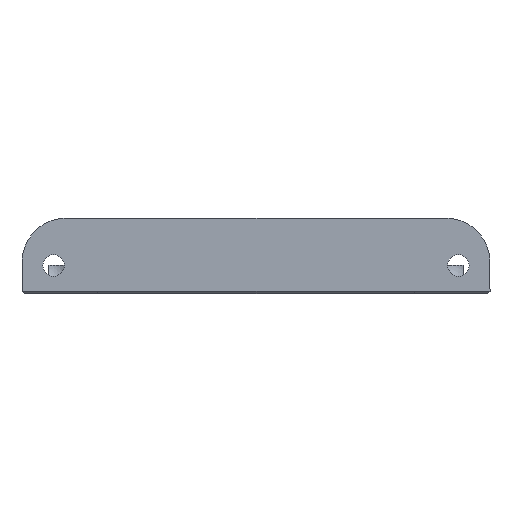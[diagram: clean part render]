
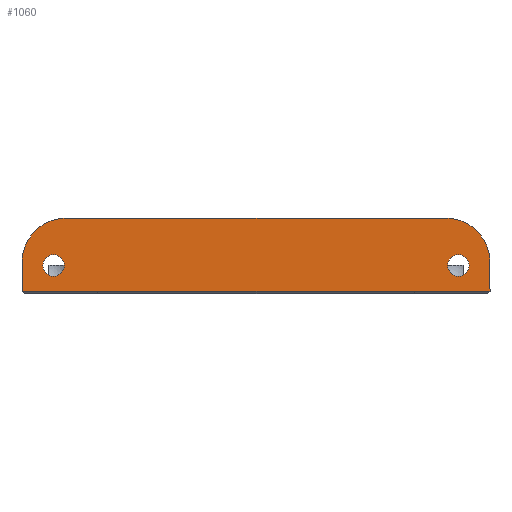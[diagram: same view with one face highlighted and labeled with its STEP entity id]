
A CAD part, front view. The second image highlights one B-rep face of the part: STEP entity #1060.
In plain terms, the highlighted planar face has unit normal (0, -1, 0).
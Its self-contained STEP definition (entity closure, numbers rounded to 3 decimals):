
#25=FACE_BOUND('',#437,.T.);
#26=FACE_BOUND('',#438,.T.);
#70=PLANE('',#1160);
#161=LINE('',#1710,#276);
#166=LINE('',#1718,#281);
#168=LINE('',#1723,#283);
#172=LINE('',#1730,#287);
#175=LINE('',#1738,#290);
#179=LINE('',#1748,#294);
#185=LINE('',#1763,#300);
#186=LINE('',#1767,#301);
#276=VECTOR('',#1381,10.);
#281=VECTOR('',#1388,10.);
#283=VECTOR('',#1392,10.);
#287=VECTOR('',#1400,10.);
#290=VECTOR('',#1409,10.);
#294=VECTOR('',#1423,10.);
#300=VECTOR('',#1441,10.);
#301=VECTOR('',#1448,10.);
#369=FACE_OUTER_BOUND('',#436,.T.);
#436=EDGE_LOOP('',(#987,#988,#989,#990,#991,#992,#993,#994,#995,#996));
#437=EDGE_LOOP('',(#997));
#438=EDGE_LOOP('',(#998));
#466=CIRCLE('',#1145,7.);
#467=CIRCLE('',#1148,1.7);
#468=CIRCLE('',#1156,1.7);
#469=CIRCLE('',#1159,7.);
#549=VERTEX_POINT('',#1707);
#550=VERTEX_POINT('',#1709);
#552=VERTEX_POINT('',#1715);
#553=VERTEX_POINT('',#1720);
#554=VERTEX_POINT('',#1722);
#555=VERTEX_POINT('',#1728);
#556=VERTEX_POINT('',#1732);
#557=VERTEX_POINT('',#1734);
#558=VERTEX_POINT('',#1741);
#559=VERTEX_POINT('',#1750);
#560=VERTEX_POINT('',#1757);
#561=VERTEX_POINT('',#1761);
#679=EDGE_CURVE('',#549,#550,#161,.T.);
#684=EDGE_CURVE('',#552,#550,#166,.T.);
#686=EDGE_CURVE('',#553,#554,#168,.T.);
#690=EDGE_CURVE('',#555,#553,#172,.T.);
#692=EDGE_CURVE('',#556,#557,#466,.T.);
#694=EDGE_CURVE('',#555,#557,#175,.T.);
#696=EDGE_CURVE('',#558,#558,#467,.T.);
#699=EDGE_CURVE('',#552,#556,#179,.T.);
#704=EDGE_CURVE('',#560,#560,#468,.T.);
#706=EDGE_CURVE('',#559,#561,#185,.T.);
#707=EDGE_CURVE('',#561,#549,#469,.T.);
#708=EDGE_CURVE('',#554,#559,#186,.T.);
#987=ORIENTED_EDGE('',*,*,#679,.F.);
#988=ORIENTED_EDGE('',*,*,#707,.F.);
#989=ORIENTED_EDGE('',*,*,#706,.F.);
#990=ORIENTED_EDGE('',*,*,#708,.F.);
#991=ORIENTED_EDGE('',*,*,#686,.F.);
#992=ORIENTED_EDGE('',*,*,#690,.F.);
#993=ORIENTED_EDGE('',*,*,#694,.T.);
#994=ORIENTED_EDGE('',*,*,#692,.F.);
#995=ORIENTED_EDGE('',*,*,#699,.F.);
#996=ORIENTED_EDGE('',*,*,#684,.T.);
#997=ORIENTED_EDGE('',*,*,#696,.F.);
#998=ORIENTED_EDGE('',*,*,#704,.T.);
#1060=ADVANCED_FACE('',(#369,#25,#26),#70,.F.);
#1145=AXIS2_PLACEMENT_3D('',#1735,#1404,#1405);
#1148=AXIS2_PLACEMENT_3D('',#1742,#1413,#1414);
#1156=AXIS2_PLACEMENT_3D('',#1759,#1436,#1437);
#1159=AXIS2_PLACEMENT_3D('',#1765,#1444,#1445);
#1160=AXIS2_PLACEMENT_3D('',#1766,#1446,#1447);
#1381=DIRECTION('',(1.,0.,0.));
#1388=DIRECTION('',(-1.,0.,0.));
#1392=DIRECTION('',(-1.,0.,0.));
#1400=DIRECTION('',(-1.,0.,0.));
#1404=DIRECTION('center_axis',(0.,1.,0.));
#1405=DIRECTION('ref_axis',(0.707,0.,0.707));
#1409=DIRECTION('',(0.,0.,1.));
#1413=DIRECTION('center_axis',(0.,-1.,0.));
#1414=DIRECTION('ref_axis',(0.,0.,
1.));
#1423=DIRECTION('',(1.,0.,0.));
#1436=DIRECTION('center_axis',(0.,1.,0.));
#1437=DIRECTION('ref_axis',(0.,0.,1.));
#1441=DIRECTION('',(0.,0.,1.));
#1444=DIRECTION('center_axis',(0.,1.,0.));
#1445=DIRECTION('ref_axis',(-0.707,0.,0.707));
#1446=DIRECTION('center_axis',(0.,1.,0.));
#1447=DIRECTION('ref_axis',(0.,0.,
1.));
#1448=DIRECTION('',(-1.,0.,0.));
#1707=CARTESIAN_POINT('',(-69.894,95.5,-135.));
#1709=CARTESIAN_POINT('',(-64.894,95.5,-135.));
#1710=CARTESIAN_POINT('',(-1.884,95.5,-135.));
#1715=CARTESIAN_POINT('',(-14.894,95.5,-135.));
#1718=CARTESIAN_POINT('',(-14.894,95.5,-135.));
#1720=CARTESIAN_POINT('',(-14.894,95.5,-146.6));
#1722=CARTESIAN_POINT('',(-64.894,95.5,-146.6));
#1723=CARTESIAN_POINT('',(-14.894,95.5,-146.6));
#1728=CARTESIAN_POINT('',(-2.894,95.5,-146.6));
#1730=CARTESIAN_POINT('',(-33.498,95.5,-146.6));
#1732=CARTESIAN_POINT('',(-9.894,95.5,-135.));
#1734=CARTESIAN_POINT('',(-2.894,95.5,-142.));
#1735=CARTESIAN_POINT('Origin',(-9.894,95.5,-142.));
#1738=CARTESIAN_POINT('',(-2.894,95.5,-138.575));
#1741=CARTESIAN_POINT('',(-7.895,95.5,-144.2));
#1742=CARTESIAN_POINT('Origin',(-7.895,95.5,-142.5));
#1748=CARTESIAN_POINT('',(-13.892,95.5,-135.));
#1750=CARTESIAN_POINT('',(-76.894,95.5,-146.6));
#1757=CARTESIAN_POINT('',(-71.895,95.5,-144.2));
#1759=CARTESIAN_POINT('Origin',(-71.895,95.5,-142.5));
#1761=CARTESIAN_POINT('',(-76.894,95.5,-142.));
#1763=CARTESIAN_POINT('',(-76.894,95.5,-138.575));
#1765=CARTESIAN_POINT('Origin',(-69.894,95.5,-142.));
#1766=CARTESIAN_POINT('Origin',(41.995,95.5,-138.2));
#1767=CARTESIAN_POINT('',(-21.49,95.5,-146.6));
